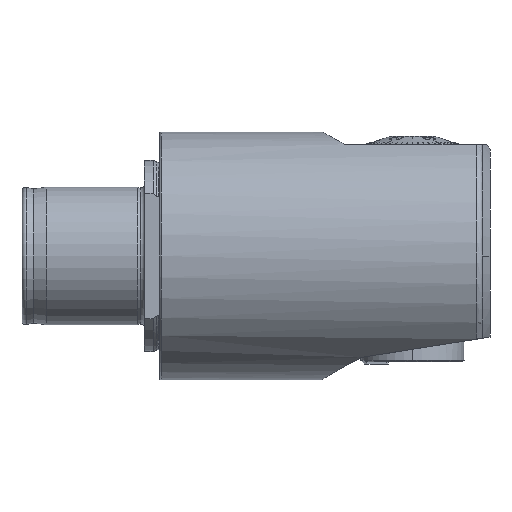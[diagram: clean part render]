
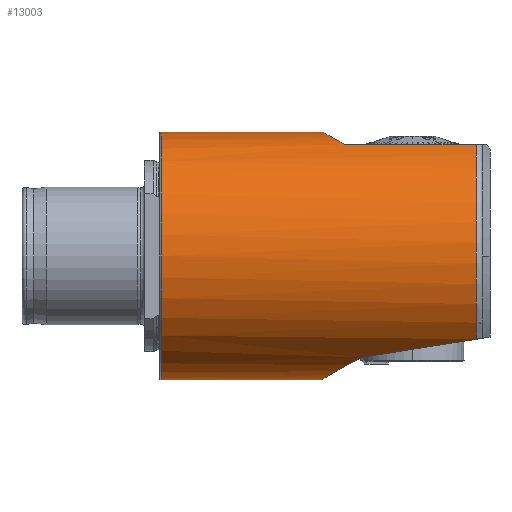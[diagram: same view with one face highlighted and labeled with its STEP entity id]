
A CAD part, front view. The second image highlights one B-rep face of the part: STEP entity #13003.
In plain terms, the highlighted cylindrical face has radius 36 mm (diameter 72 mm), a partial arc.
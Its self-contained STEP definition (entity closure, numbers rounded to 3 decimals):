
#1985 = VERTEX_POINT ( 'NONE', #15516 ) ;
#2014 = VERTEX_POINT ( 'NONE', #15511 ) ;
#2070 = VERTEX_POINT ( 'NONE', #15504 ) ;
#2148 = VERTEX_POINT ( 'NONE', #15493 ) ;
#3005 = VERTEX_POINT ( 'NONE', #15474 ) ;
#3089 = VERTEX_POINT ( 'NONE', #15465 ) ;
#4637 = CARTESIAN_POINT ( 'NONE',  ( 40.5, 0., 36. ) ) ;
#4641 = CARTESIAN_POINT ( 'NONE',  ( 87.13, 0., -36. ) ) ;
#5831 = EDGE_LOOP ( 'NONE', ( #16015, #16014, #16013, #16012, #16011, #16010, #16009, #16008 ) ) ;
#7287 = EDGE_CURVE ( 'NONE', #2014, #22426, #14934, .T. ) ;
#7310 = EDGE_CURVE ( 'NONE', #22434, #2148, #13799, .T. ) ;
#7471 =( BOUNDED_CURVE ( )  B_SPLINE_CURVE ( 3, ( #20710, #20716, #20717, #20718 ),
 .UNSPECIFIED., .F., .T. ) 
 B_SPLINE_CURVE_WITH_KNOTS ( ( 4, 4 ),
 ( 5.449, 5.671 ),
 .UNSPECIFIED. ) 
 CURVE ( )  GEOMETRIC_REPRESENTATION_ITEM ( )  RATIONAL_B_SPLINE_CURVE ( ( 1., 0.996, 0.996, 1. ) ) 
 REPRESENTATION_ITEM ( '' )  );
#8447 = DIRECTION ( 'NONE',  ( -1., 0., 0. ) ) ;
#8448 = CYLINDRICAL_SURFACE ( 'NONE', #17161, 36. ) ;
#8449 = FACE_OUTER_BOUND ( 'NONE', #5831, .T. ) ;
#8453 = CARTESIAN_POINT ( 'NONE',  ( 0., 0., 0. ) ) ;
#8454 = DIRECTION ( 'NONE',  ( 0., 0., 1. ) ) ;
#13003 = ADVANCED_FACE ( 'NONE', ( #8449 ), #8448, .T. ) ;
#13799 = LINE ( 'NONE', #13801, #14490 ) ;
#13801 = CARTESIAN_POINT ( 'NONE',  ( 0., 0., -36. ) ) ;
#14490 = VECTOR ( 'NONE', #17266, 1000. ) ;
#14842 = VECTOR ( 'NONE', #14921, 1000. ) ;
#14921 = DIRECTION ( 'NONE',  ( -1., 0., 0. ) ) ;
#14923 = CARTESIAN_POINT ( 'NONE',  ( 0., 0., 36. ) ) ;
#14934 = LINE ( 'NONE', #14923, #14842 ) ;
#15465 = CARTESIAN_POINT ( 'NONE',  ( 98.652, -20.689, -29.461 ) ) ;
#15474 = CARTESIAN_POINT ( 'NONE',  ( 131.959, -26.665, -24.186 ) ) ;
#15493 = CARTESIAN_POINT ( 'NONE',  ( 40.5, 0., -36. ) ) ;
#15504 = CARTESIAN_POINT ( 'NONE',  ( 131.959, -15.588, 32.45 ) ) ;
#15511 = CARTESIAN_POINT ( 'NONE',  ( 87.45, 0., 36. ) ) ;
#15516 = CARTESIAN_POINT ( 'NONE',  ( 93.786, -15.588, 32.45 ) ) ;
#16008 = ORIENTED_EDGE ( 'NONE', *, *, #21545, .F. ) ;
#16009 = ORIENTED_EDGE ( 'NONE', *, *, #7287, .T. ) ;
#16010 = ORIENTED_EDGE ( 'NONE', *, *, #21576, .F. ) ;
#16011 = ORIENTED_EDGE ( 'NONE', *, *, #21707, .F. ) ;
#16012 = ORIENTED_EDGE ( 'NONE', *, *, #21553, .F. ) ;
#16013 = ORIENTED_EDGE ( 'NONE', *, *, #21563, .F. ) ;
#16014 = ORIENTED_EDGE ( 'NONE', *, *, #21548, .F. ) ;
#16015 = ORIENTED_EDGE ( 'NONE', *, *, #7310, .F. ) ;
#17161 = AXIS2_PLACEMENT_3D ( 'NONE', #8453, #8447, #8454 ) ;
#17266 = DIRECTION ( 'NONE',  ( -1., 0., 0. ) ) ;
#17827 = LINE ( 'NONE', #17828, #22979 ) ;
#17828 = CARTESIAN_POINT ( 'NONE',  ( 0., -15.588, 32.45 ) ) ;
#17829 = DIRECTION ( 'NONE',  ( 1., 0., 0. ) ) ;
#20602 = CARTESIAN_POINT ( 'NONE',  ( 40.5, 0., 0. ) ) ;
#20603 = DIRECTION ( 'NONE',  ( -1., 0., 0. ) ) ;
#20604 = DIRECTION ( 'NONE',  ( 0., 0., 1. ) ) ;
#20609 = CARTESIAN_POINT ( 'NONE',  ( 98.652, -20.689, -29.461 ) ) ;
#20610 = CARTESIAN_POINT ( 'NONE',  ( 97.055, -19.554, -30.258 ) ) ;
#20615 = CARTESIAN_POINT ( 'NONE',  ( 95.56, -18.281, -31.056 ) ) ;
#20616 = CARTESIAN_POINT ( 'NONE',  ( 93.833, -16.467, -32.016 ) ) ;
#20617 = CARTESIAN_POINT ( 'NONE',  ( 93.494, -16.092, -32.206 ) ) ;
#20618 = CARTESIAN_POINT ( 'NONE',  ( 92.839, -15.327, -32.577 ) ) ;
#20619 = CARTESIAN_POINT ( 'NONE',  ( 92.522, -14.936, -32.759 ) ) ;
#20620 = CARTESIAN_POINT ( 'NONE',  ( 91.604, -13.734, -33.289 ) ) ;
#20621 = CARTESIAN_POINT ( 'NONE',  ( 91.034, -12.898, -33.623 ) ) ;
#20622 = CARTESIAN_POINT ( 'NONE',  ( 90.251, -11.582, -34.089 ) ) ;
#20623 = CARTESIAN_POINT ( 'NONE',  ( 90.001, -11.133, -34.239 ) ) ;
#20624 = CARTESIAN_POINT ( 'NONE',  ( 89.527, -10.214, -34.524 ) ) ;
#20625 = CARTESIAN_POINT ( 'NONE',  ( 89.302, -9.741, -34.661 ) ) ;
#20626 = CARTESIAN_POINT ( 'NONE',  ( 88.673, -8.304, -35.043 ) ) ;
#20627 = CARTESIAN_POINT ( 'NONE',  ( 88.316, -7.32, -35.263 ) ) ;
#20628 = CARTESIAN_POINT ( 'NONE',  ( 87.735, -5.301, -35.622 ) ) ;
#20629 = CARTESIAN_POINT ( 'NONE',  ( 87.51, -4.264, -35.763 ) ) ;
#20630 = CARTESIAN_POINT ( 'NONE',  ( 87.205, -2.132, -35.953 ) ) ;
#20631 = CARTESIAN_POINT ( 'NONE',  ( 87.13, -1.064, -36. ) ) ;
#20632 = CARTESIAN_POINT ( 'NONE',  ( 87.13, 0., -36. ) ) ;
#20685 = CARTESIAN_POINT ( 'NONE',  ( 131.959, 0., 0. ) ) ;
#20686 = DIRECTION ( 'NONE',  ( 1., 0., 0. ) ) ;
#20687 = DIRECTION ( 'NONE',  ( 0., 1., 0. ) ) ;
#20710 = CARTESIAN_POINT ( 'NONE',  ( 131.959, -26.665, -24.186 ) ) ;
#20716 = CARTESIAN_POINT ( 'NONE',  ( 119.481, -24.873, -26.162 ) ) ;
#20717 = CARTESIAN_POINT ( 'NONE',  ( 108.333, -22.873, -27.928 ) ) ;
#20718 = CARTESIAN_POINT ( 'NONE',  ( 98.652, -20.689, -29.461 ) ) ;
#20748 = CARTESIAN_POINT ( 'NONE',  ( 87.45, 0., 36. ) ) ;
#20761 = CARTESIAN_POINT ( 'NONE',  ( 87.45, -0.731, 36. ) ) ;
#20809 = CARTESIAN_POINT ( 'NONE',  ( 87.489, -1.462, 35.978 ) ) ;
#20810 = CARTESIAN_POINT ( 'NONE',  ( 87.644, -2.925, 35.888 ) ) ;
#20811 = CARTESIAN_POINT ( 'NONE',  ( 87.763, -3.661, 35.821 ) ) ;
#20812 = CARTESIAN_POINT ( 'NONE',  ( 88.223, -5.813, 35.557 ) ) ;
#20813 = CARTESIAN_POINT ( 'NONE',  ( 88.671, -7.19, 35.301 ) ) ;
#20814 = CARTESIAN_POINT ( 'NONE',  ( 89.384, -8.849, 34.897 ) ) ;
#20815 = CARTESIAN_POINT ( 'NONE',  ( 89.535, -9.179, 34.812 ) ) ;
#20816 = CARTESIAN_POINT ( 'NONE',  ( 89.848, -9.826, 34.635 ) ) ;
#20817 = CARTESIAN_POINT ( 'NONE',  ( 90.011, -10.144, 34.543 ) ) ;
#20818 = CARTESIAN_POINT ( 'NONE',  ( 90.518, -11.082, 34.258 ) ) ;
#20819 = CARTESIAN_POINT ( 'NONE',  ( 90.878, -11.687, 34.056 ) ) ;
#20820 = CARTESIAN_POINT ( 'NONE',  ( 92.023, -13.447, 33.417 ) ) ;
#20821 = CARTESIAN_POINT ( 'NONE',  ( 92.869, -14.548, 32.95 ) ) ;
#20822 = CARTESIAN_POINT ( 'NONE',  ( 93.786, -15.588, 32.45 ) ) ;
#21545 = EDGE_CURVE ( 'NONE', #2148, #22426, #22317, .T. ) ;
#21548 = EDGE_CURVE ( 'NONE', #3089, #22434, #23653, .T. ) ;
#21553 = EDGE_CURVE ( 'NONE', #2070, #3005, #22987, .T. ) ;
#21563 = EDGE_CURVE ( 'NONE', #3005, #3089, #7471, .T. ) ;
#21576 = EDGE_CURVE ( 'NONE', #2014, #1985, #23660, .T. ) ;
#21707 = EDGE_CURVE ( 'NONE', #1985, #2070, #17827, .T. ) ;
#22317 = CIRCLE ( 'NONE', #22991, 36. ) ;
#22426 = VERTEX_POINT ( 'NONE', #4637 ) ;
#22434 = VERTEX_POINT ( 'NONE', #4641 ) ;
#22961 = AXIS2_PLACEMENT_3D ( 'NONE', #20685, #20686, #20687 ) ;
#22979 = VECTOR ( 'NONE', #17829, 1000. ) ;
#22987 = CIRCLE ( 'NONE', #22961, 36. ) ;
#22991 = AXIS2_PLACEMENT_3D ( 'NONE', #20602, #20603, #20604 ) ;
#23653 = B_SPLINE_CURVE_WITH_KNOTS ( 'NONE', 3,
 ( #20609, #20610, #20615, #20616, #20617, #20618, #20619, #20620, #20621, #20622, #20623, #20624, #20625, #20626, #20627, #20628, #20629, #20630, #20631, #20632 ),
 .UNSPECIFIED., .F., .F.,
 ( 4, 2, 2, 2, 2, 2, 2, 2, 2, 4 ),
 ( 0.036, 0.042, 0.044, 0.045, 0.048, 0.05, 0.052, 0.055, 0.058, 0.061 ),
 .UNSPECIFIED. ) ;
#23660 = B_SPLINE_CURVE_WITH_KNOTS ( 'NONE', 3,
 ( #20748, #20761, #20809, #20810, #20811, #20812, #20813, #20814, #20815, #20816, #20817, #20818, #20819, #20820, #20821, #20822 ),
 .UNSPECIFIED., .F., .F.,
 ( 4, 2, 2, 2, 2, 2, 2, 4 ),
 ( 0.019, 0.021, 0.023, 0.027, 0.029, 0.03, 0.032, 0.036 ),
 .UNSPECIFIED. ) ;
